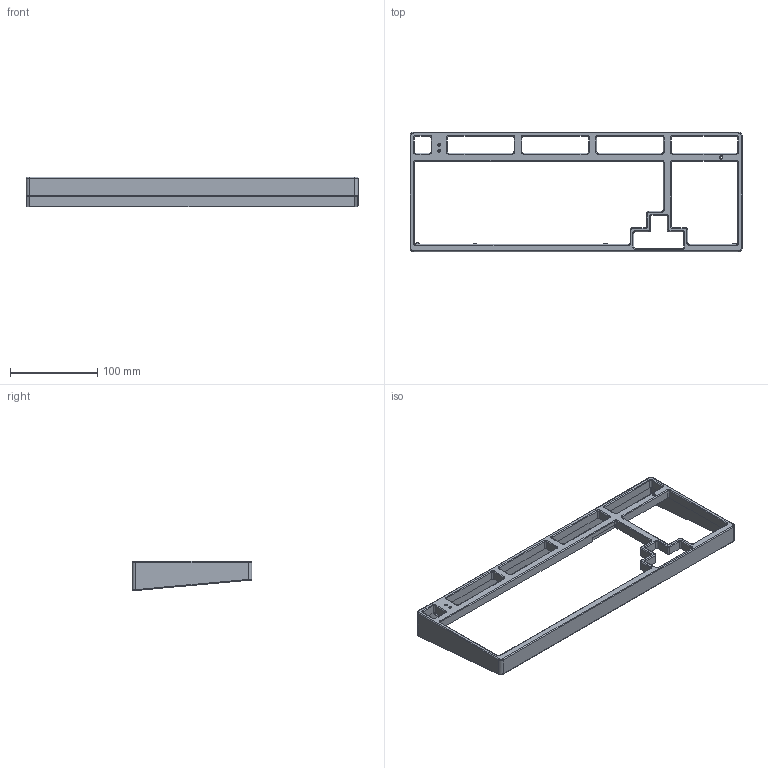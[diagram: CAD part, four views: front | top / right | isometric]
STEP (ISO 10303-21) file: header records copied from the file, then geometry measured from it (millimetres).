
FILE_DESCRIPTION((''),'2;1');
FILE_NAME('TEMP.stp','2020-05-07T14:42:40',(''),(''),'STEP Write','Mastercam 2020 ... CNC Software, Inc.','');
FILE_SCHEMA(('AUTOMOTIVE_DESIGN'));
Length unit declared in the file: millimetre
Products named in the file (1): None
Bounding box: 381.42 x 137.56 x 33.9 mm (x, y, z)
Volume: 177864.2 mm3; surface area: 90811.6 mm2
Topology: 1 solids, 1 shells, 285 faces, 706 edges, 433 vertices
Faces by surface type: cylinder 135, plane 93, torus 53, bspline 4
Full cylindrical faces by diameter (mm): 2 x2, 2.4 x9, 3 x1, 7 x1
Entity records: 8865 total; most frequent: CARTESIAN_POINT 1611, DIRECTION 1564, ORIENTED_EDGE 1378, EDGE_CURVE 689, AXIS2_PLACEMENT_3D 605, VERTEX_POINT 432, VECTOR 354, LINE 354
